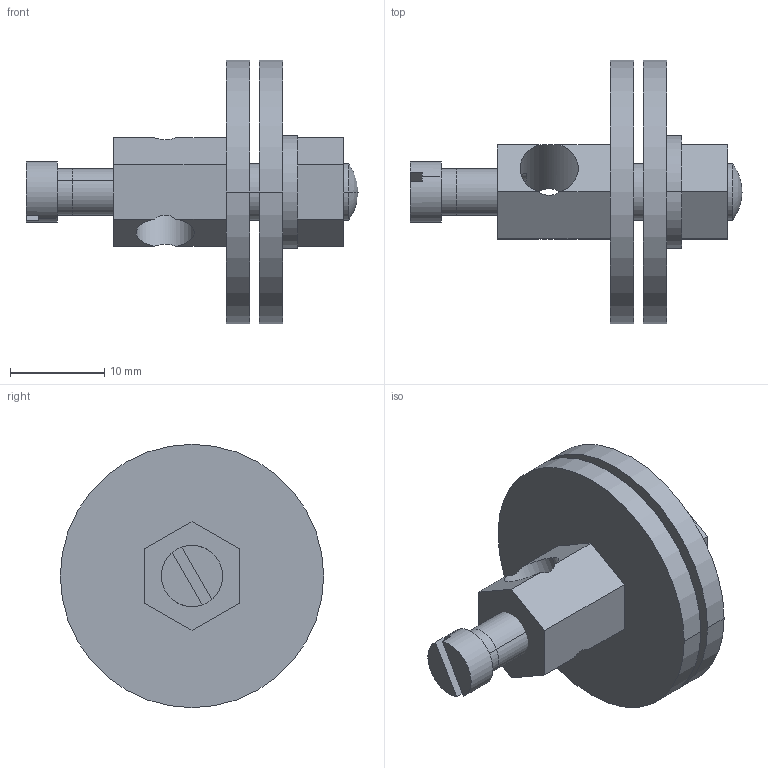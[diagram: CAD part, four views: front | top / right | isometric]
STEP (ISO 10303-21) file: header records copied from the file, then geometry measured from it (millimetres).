
FILE_DESCRIPTION(('CoCreate Modeling STEP Export'),'2;1');
FILE_NAME('5040507.stp','2018-04-19T 7:35:29',(''),(''),'CoCreate Modeling STEP processor for AP214 (Solid Model)','CoCreate Modeling 16.00D 29-May-2009 (C) Parametric Technology GmbH','');
FILE_SCHEMA(('AUTOMOTIVE_DESIGN { 1 0 10303 214 1 1 1 1 }'));
Length unit declared in the file: millimetre
Products named in the file (6): Klemmkörper; Zylinderschraube_ISO_1207_-_M5_x_8_-_.2.1; Kontaktscheibe; Sechskantmutter_DIN_934-M6.1.1; Scheibe_DIN_125_-_A_6.4_-_.1; Ansschlußklemme
Assembly tree (6 placements, depth 2):
  Ansschlußklemme
    Scheibe_DIN_125_-_A_6.4_-_.1
    Sechskantmutter_DIN_934-M6.1.1
    Kontaktscheibe  x2
    Zylinderschraube_ISO_1207_-_M5_x_8_-_.2.1
    Klemmkörper
Bounding box: 35.3 x 28 x 28 mm (x, y, z)
Volume: 4726.7 mm3; surface area: 4756.8 mm2
Topology: 6 solids, 6 shells, 65 faces, 154 edges, 100 vertices
Faces by surface type: plane 33, cylinder 28, cone 2, sphere 2
Entity records: 2100 total; most frequent: CARTESIAN_POINT 599, ORIENTED_EDGE 280, DIRECTION 226, EDGE_CURVE 140, VERTEX_POINT 92, AXIS2_PLACEMENT_3D 78, EDGE_LOOP 70, VECTOR 70
